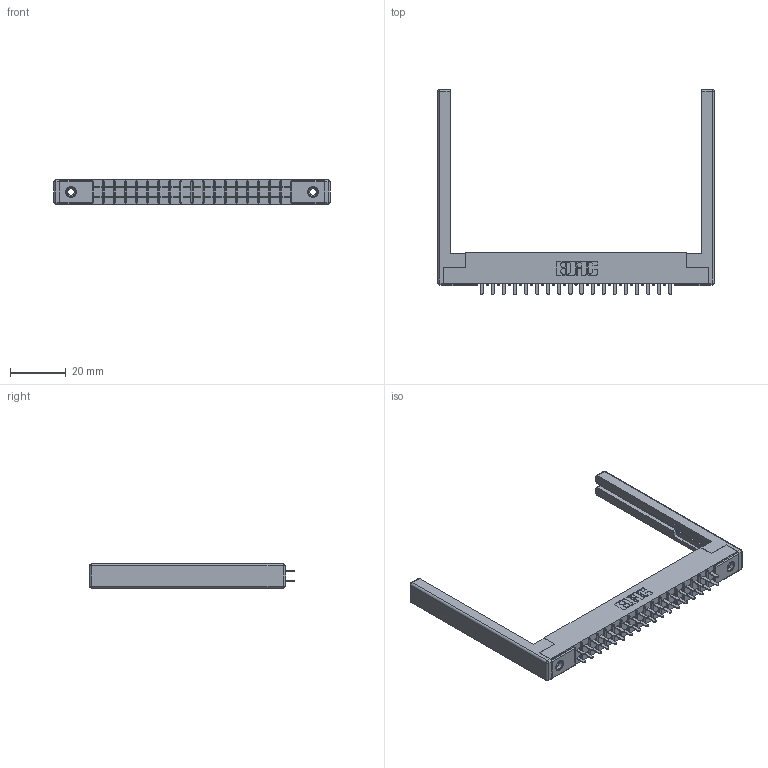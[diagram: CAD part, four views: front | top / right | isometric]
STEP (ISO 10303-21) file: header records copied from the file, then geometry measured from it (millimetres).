
FILE_DESCRIPTION (( 'STEP AP203' ), '1' );
FILE_NAME ('355-036-521-268.STEP', '2019-09-11T09:39:02', ( '' ), ( '' ), 'SwSTEP 2.0', 'SolidWorks 2016', '' );
FILE_SCHEMA (( 'CONFIG_CONTROL_DESIGN' ));
Length unit declared in the file: inch
Products named in the file (5): 345-250-001_345-250-001-102; 305 Part_.156 Dia; 355-036-521-268; 307-220-068; 305-290-001_521
Assembly tree (41 placements, depth 2):
  355-036-521-268
    305 Part_.156 Dia
    305-290-001_521  x36
    345-250-001_345-250-001-102  x2
    307-220-068  x2
Bounding box: 98.76 x 73.15 x 8.71 mm (x, y, z)
Volume: 10735.7 mm3; surface area: 15291.5 mm2
Topology: 41 solids, 41 shells, 1926 faces, 5440 edges, 3508 vertices
Faces by surface type: plane 1128, cylinder 702, sphere 80, cone 12, torus 4
Entity records: 25050 total; most frequent: CARTESIAN_POINT 4117, ORIENTED_EDGE 4074, DIRECTION 4021, EDGE_CURVE 2037, LINE 1613, VECTOR 1613, VERTEX_POINT 1300, AXIS2_PLACEMENT_3D 1204
